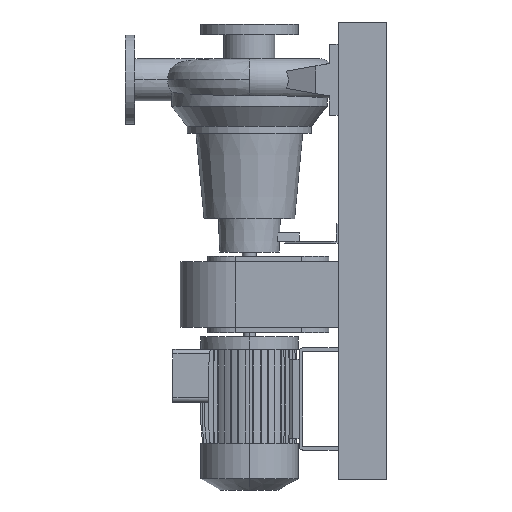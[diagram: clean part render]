
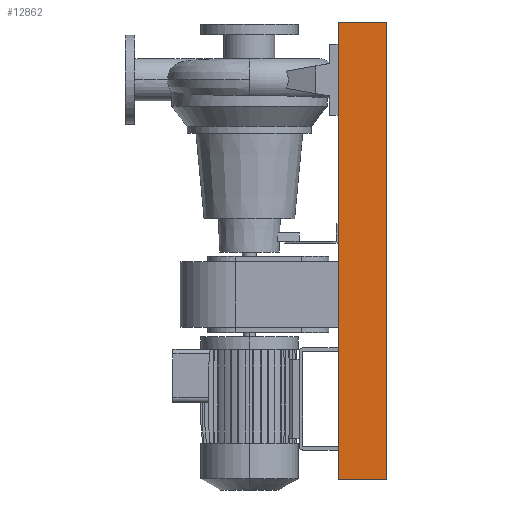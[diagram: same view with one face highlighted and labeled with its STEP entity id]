
A CAD part, left-side view. The second image highlights one B-rep face of the part: STEP entity #12862.
In plain terms, the highlighted planar face has unit normal (-1, 0, 0).
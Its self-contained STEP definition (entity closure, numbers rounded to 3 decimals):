
#424 = VECTOR ( 'NONE', #3957, 1000. ) ;
#714 = CARTESIAN_POINT ( 'NONE',  ( -200., -55., -515. ) ) ;
#769 = EDGE_LOOP ( 'NONE', ( #9205, #2852, #17832, #4762 ) ) ;
#890 = CARTESIAN_POINT ( 'NONE',  ( -200., -55., -515. ) ) ;
#949 = VECTOR ( 'NONE', #4740, 1000. ) ;
#1163 = CARTESIAN_POINT ( 'NONE',  ( -200., -55., 515. ) ) ;
#1314 = CARTESIAN_POINT ( 'NONE',  ( -200., 55., 515. ) ) ;
#1407 = PLANE ( 'NONE',  #14693 ) ;
#2048 = CARTESIAN_POINT ( 'NONE',  ( -200., -55., -515. ) ) ;
#2817 = VERTEX_POINT ( 'NONE', #714 ) ;
#2852 = ORIENTED_EDGE ( 'NONE', *, *, #10618, .F. ) ;
#3957 = DIRECTION ( 'NONE',  ( 0., 0., 1. ) ) ;
#4105 = LINE ( 'NONE', #2048, #17449 ) ;
#4395 = VECTOR ( 'NONE', #13404, 1000. ) ;
#4740 = DIRECTION ( 'NONE',  ( 0., -1., 0. ) ) ;
#4762 = ORIENTED_EDGE ( 'NONE', *, *, #15232, .T. ) ;
#5891 = LINE ( 'NONE', #9133, #424 ) ;
#6008 = VERTEX_POINT ( 'NONE', #12375 ) ;
#8017 = DIRECTION ( 'NONE',  ( 0., 0., 1. ) ) ;
#8511 = VERTEX_POINT ( 'NONE', #1314 ) ;
#9133 = CARTESIAN_POINT ( 'NONE',  ( -200., 55., -515. ) ) ;
#9205 = ORIENTED_EDGE ( 'NONE', *, *, #17918, .F. ) ;
#10618 = EDGE_CURVE ( 'NONE', #6008, #8511, #5891, .T. ) ;
#10769 = CARTESIAN_POINT ( 'NONE',  ( -200., -55., 515. ) ) ;
#11462 = DIRECTION ( 'NONE',  ( -1., 0., 0. ) ) ;
#12219 = DIRECTION ( 'NONE',  ( 0., 0., 1. ) ) ;
#12375 = CARTESIAN_POINT ( 'NONE',  ( -200., 55., -515. ) ) ;
#12862 = ADVANCED_FACE ( 'NONE', ( #16246 ), #1407, .T. ) ;
#13404 = DIRECTION ( 'NONE',  ( 0., -1., 0. ) ) ;
#14020 = VERTEX_POINT ( 'NONE', #10769 ) ;
#14693 = AXIS2_PLACEMENT_3D ( 'NONE', #890, #11462, #8017 ) ;
#15232 = EDGE_CURVE ( 'NONE', #2817, #14020, #4105, .T. ) ;
#16246 = FACE_OUTER_BOUND ( 'NONE', #769, .T. ) ;
#16966 = LINE ( 'NONE', #18260, #4395 ) ;
#17449 = VECTOR ( 'NONE', #12219, 1000. ) ;
#17576 = EDGE_CURVE ( 'NONE', #6008, #2817, #16966, .T. ) ;
#17832 = ORIENTED_EDGE ( 'NONE', *, *, #17576, .T. ) ;
#17918 = EDGE_CURVE ( 'NONE', #8511, #14020, #18030, .T. ) ;
#18030 = LINE ( 'NONE', #1163, #949 ) ;
#18260 = CARTESIAN_POINT ( 'NONE',  ( -200., -55., -515. ) ) ;
